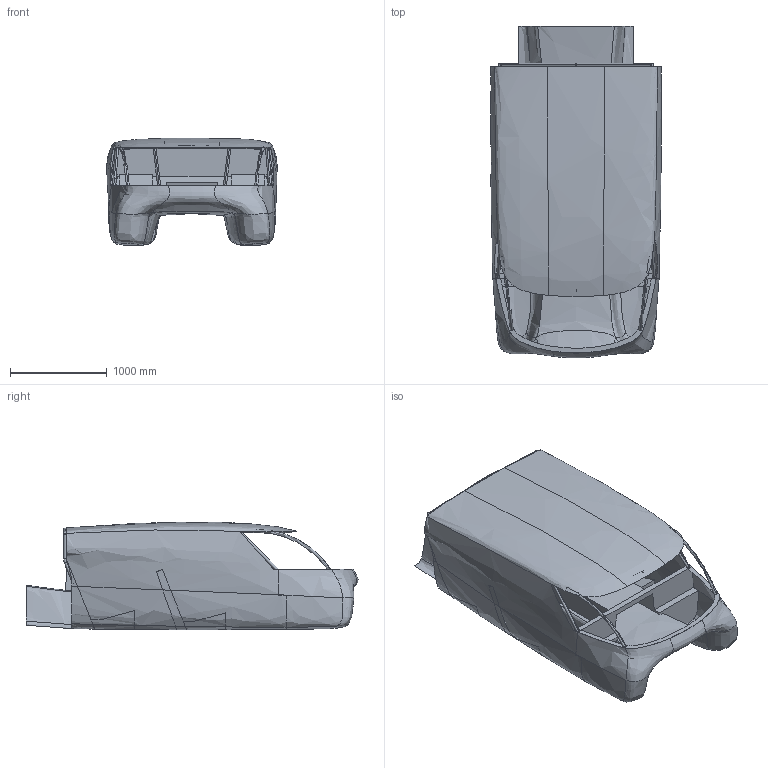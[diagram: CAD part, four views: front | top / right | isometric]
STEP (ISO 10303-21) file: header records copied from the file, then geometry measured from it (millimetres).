
FILE_DESCRIPTION (( 'STEP AP203' ), '1' );
FILE_NAME ('2018-01-23 cruiser guscio+rollcage.STEP', '2018-01-25T14:43:17', ( '' ), ( '' ), 'SwSTEP 2.0', 'SolidWorks 2015', '' );
FILE_SCHEMA (( 'CONFIG_CONTROL_DESIGN' ));
Length unit declared in the file: millimetre
Products named in the file (1): 2018-01-23 cruiser guscio+rollcage
Bounding box: 1764.49 x 3438.35 x 1112.02 mm (x, y, z)
Surface area: 25021586.3 mm2 (no closed solid volume)
Topology: 0 solids, 40 shells, 136 faces, 597 edges, 466 vertices
Faces by surface type: plane 48, cylinder 44, bspline 28, torus 16
Entity records: 35150 total; most frequent: CARTESIAN_POINT 31159, ORIENTED_EDGE 786, DIRECTION 595, EDGE_CURVE 593, VERTEX_POINT 466, B_SPLINE_CURVE_WITH_KNOTS 239, AXIS2_PLACEMENT_3D 213, VECTOR 169
